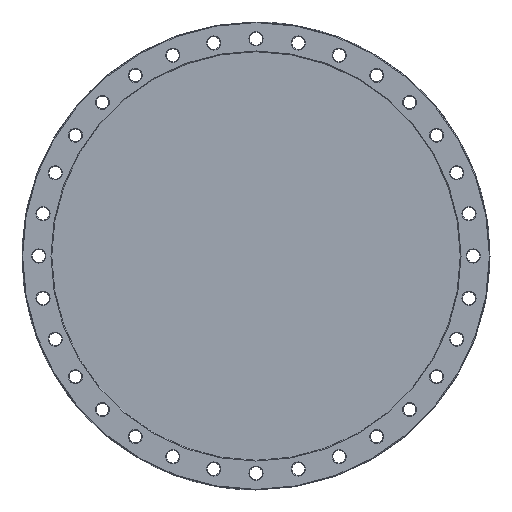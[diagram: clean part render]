
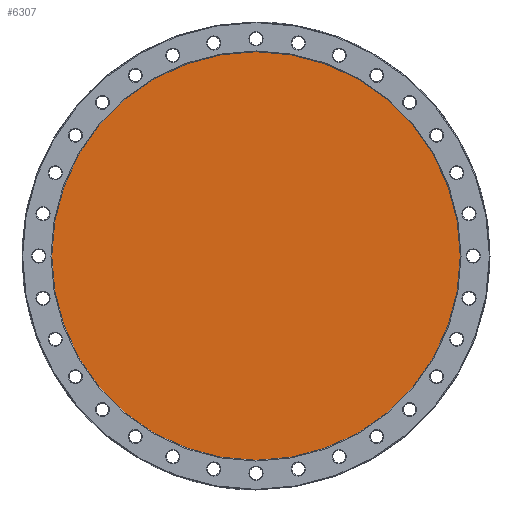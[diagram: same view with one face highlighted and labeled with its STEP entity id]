
A CAD part, front view. The second image highlights one B-rep face of the part: STEP entity #6307.
In plain terms, the highlighted face is planar.
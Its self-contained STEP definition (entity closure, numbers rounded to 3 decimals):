
#88 = DIRECTION ( 'NONE',  ( 0., 0., 1. ) ) ;
#533 = DIRECTION ( 'NONE',  ( 0., 0., 1. ) ) ;
#629 = CARTESIAN_POINT ( 'NONE',  ( 17.4, 0., 0. ) ) ;
#702 = ORIENTED_EDGE ( 'NONE', *, *, #3648, .T. ) ;
#756 = EDGE_CURVE ( 'NONE', #3868, #4077, #4635, .T. ) ;
#922 = EDGE_LOOP ( 'NONE', ( #702, #5913 ) ) ;
#1880 = AXIS2_PLACEMENT_3D ( 'NONE', #3483, #3738, #533 ) ;
#2076 = DIRECTION ( 'NONE',  ( -1., 0., 0. ) ) ;
#2200 = CIRCLE ( 'NONE', #1880, 136.05 ) ;
#2763 = AXIS2_PLACEMENT_3D ( 'NONE', #629, #3832, #88 ) ;
#3227 = FACE_OUTER_BOUND ( 'NONE', #922, .T. ) ;
#3483 = CARTESIAN_POINT ( 'NONE',  ( 17.4, 0., 0. ) ) ;
#3648 = EDGE_CURVE ( 'NONE', #4077, #3868, #2200, .T. ) ;
#3738 = DIRECTION ( 'NONE',  ( 1., 0., 0. ) ) ;
#3832 = DIRECTION ( 'NONE',  ( 1., 0., 0. ) ) ;
#3868 = VERTEX_POINT ( 'NONE', #4431 ) ;
#3990 = AXIS2_PLACEMENT_3D ( 'NONE', #4671, #2076, #5726 ) ;
#4077 = VERTEX_POINT ( 'NONE', #6180 ) ;
#4174 = PLANE ( 'NONE',  #3990 ) ;
#4431 = CARTESIAN_POINT ( 'NONE',  ( 17.4, 0., -136.05 ) ) ;
#4635 = CIRCLE ( 'NONE', #2763, 136.05 ) ;
#4671 = CARTESIAN_POINT ( 'NONE',  ( 17.4, 0., 0. ) ) ;
#5726 = DIRECTION ( 'NONE',  ( 0., 0., 1. ) ) ;
#5913 = ORIENTED_EDGE ( 'NONE', *, *, #756, .T. ) ;
#6180 = CARTESIAN_POINT ( 'NONE',  ( 17.4, 0., 136.05 ) ) ;
#6307 = ADVANCED_FACE ( 'NONE', ( #3227 ), #4174, .F. ) ;
